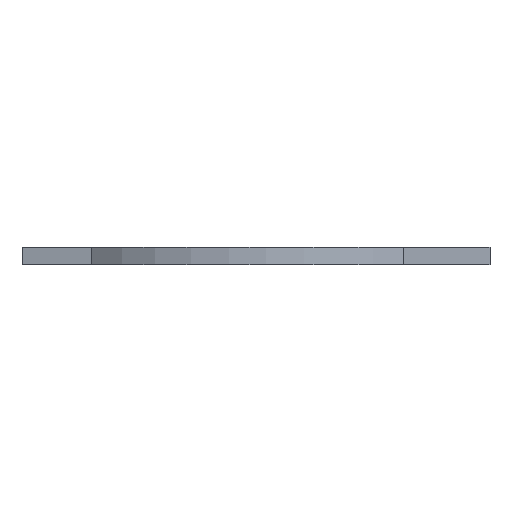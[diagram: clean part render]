
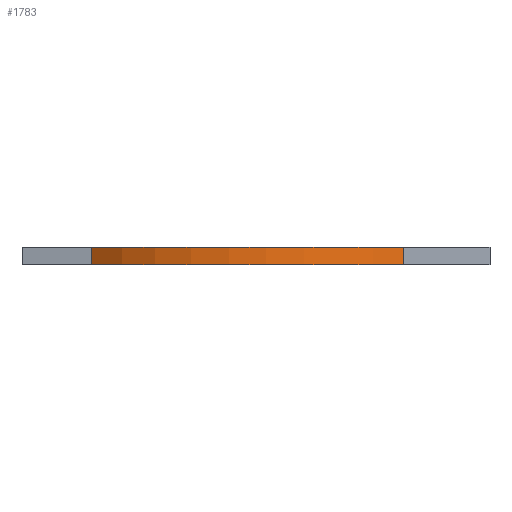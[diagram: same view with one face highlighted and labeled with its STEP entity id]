
A CAD part, left-side view. The second image highlights one B-rep face of the part: STEP entity #1783.
In plain terms, the highlighted cylindrical face has radius 21.999 mm (diameter 43.998 mm), a partial arc.
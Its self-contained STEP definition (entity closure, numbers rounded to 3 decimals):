
#83 = PLANE('',#84);
#84 = AXIS2_PLACEMENT_3D('',#85,#86,#87);
#85 = CARTESIAN_POINT('',(151.134,-96.432,1.6));
#86 = DIRECTION('',(-0.,-0.,-1.));
#87 = DIRECTION('',(-1.,0.,0.));
#137 = PLANE('',#138);
#138 = AXIS2_PLACEMENT_3D('',#139,#140,#141);
#139 = CARTESIAN_POINT('',(151.134,-96.432,0.));
#140 = DIRECTION('',(-0.,-0.,-1.));
#141 = DIRECTION('',(-1.,0.,0.));
#541 = VERTEX_POINT('',#542);
#542 = CARTESIAN_POINT('',(134.637,-109.646,0.));
#556 = PLANE('',#557);
#557 = AXIS2_PLACEMENT_3D('',#558,#559,#560);
#558 = CARTESIAN_POINT('',(134.6,-117.7,0.));
#559 = DIRECTION('',(-1.,0.005,0.));
#560 = DIRECTION('',(0.005,1.,0.));
#568 = EDGE_CURVE('',#569,#541,#571,.T.);
#569 = VERTEX_POINT('',#570);
#570 = CARTESIAN_POINT('',(134.64,-80.55,0.));
#571 = SURFACE_CURVE('',#572,(#577,#588),.PCURVE_S1.);
#572 = CIRCLE('',#573,21.999);
#573 = AXIS2_PLACEMENT_3D('',#574,#575,#576);
#574 = CARTESIAN_POINT('',(151.14,-95.1,0.));
#575 = DIRECTION('',(0.,0.,1.));
#576 = DIRECTION('',(1.,0.,-0.));
#577 = PCURVE('',#137,#578);
#578 = DEFINITIONAL_REPRESENTATION('',(#579),#587);
#579 = ( BOUNDED_CURVE() B_SPLINE_CURVE(2,(#580,#581,#582,#583,#584,#585
,#586),.UNSPECIFIED.,.T.,.F.) B_SPLINE_CURVE_WITH_KNOTS((1,2,2,2,2,1),(
    -2.094,0.,2.094,4.189,6.283,
8.378),.UNSPECIFIED.) CURVE() GEOMETRIC_REPRESENTATION_ITEM() 
RATIONAL_B_SPLINE_CURVE((1.,0.5,1.,0.5,1.,0.5,1.)) REPRESENTATION_ITEM(
  '') );
#580 = CARTESIAN_POINT('',(-22.005,1.332));
#581 = CARTESIAN_POINT('',(-22.005,39.436));
#582 = CARTESIAN_POINT('',(10.994,20.384));
#583 = CARTESIAN_POINT('',(43.992,1.332));
#584 = CARTESIAN_POINT('',(10.994,-17.719));
#585 = CARTESIAN_POINT('',(-22.005,-36.771));
#586 = CARTESIAN_POINT('',(-22.005,1.332));
#587 = ( GEOMETRIC_REPRESENTATION_CONTEXT(2) 
PARAMETRIC_REPRESENTATION_CONTEXT() REPRESENTATION_CONTEXT('2D SPACE',''
  ) );
#588 = PCURVE('',#589,#594);
#589 = CYLINDRICAL_SURFACE('',#590,21.999);
#590 = AXIS2_PLACEMENT_3D('',#591,#592,#593);
#591 = CARTESIAN_POINT('',(151.14,-95.1,0.));
#592 = DIRECTION('',(-0.,-0.,-1.));
#593 = DIRECTION('',(1.,0.,-0.));
#594 = DEFINITIONAL_REPRESENTATION('',(#595),#599);
#595 = LINE('',#596,#597);
#596 = CARTESIAN_POINT('',(-0.,0.));
#597 = VECTOR('',#598,1.);
#598 = DIRECTION('',(-1.,0.));
#599 = ( GEOMETRIC_REPRESENTATION_CONTEXT(2) 
PARAMETRIC_REPRESENTATION_CONTEXT() REPRESENTATION_CONTEXT('2D SPACE',''
  ) );
#617 = PLANE('',#618);
#618 = AXIS2_PLACEMENT_3D('',#619,#620,#621);
#619 = CARTESIAN_POINT('',(134.64,-80.55,0.));
#620 = DIRECTION('',(-0.979,0.205,0.));
#621 = DIRECTION('',(0.205,0.979,0.));
#1160 = VERTEX_POINT('',#1161);
#1161 = CARTESIAN_POINT('',(134.637,-109.646,1.6));
#1182 = EDGE_CURVE('',#1183,#1160,#1185,.T.);
#1183 = VERTEX_POINT('',#1184);
#1184 = CARTESIAN_POINT('',(134.64,-80.55,1.6));
#1185 = SURFACE_CURVE('',#1186,(#1191,#1202),.PCURVE_S1.);
#1186 = CIRCLE('',#1187,21.999);
#1187 = AXIS2_PLACEMENT_3D('',#1188,#1189,#1190);
#1188 = CARTESIAN_POINT('',(151.14,-95.1,1.6));
#1189 = DIRECTION('',(0.,0.,1.));
#1190 = DIRECTION('',(1.,0.,-0.));
#1191 = PCURVE('',#83,#1192);
#1192 = DEFINITIONAL_REPRESENTATION('',(#1193),#1201);
#1193 = ( BOUNDED_CURVE() B_SPLINE_CURVE(2,(#1194,#1195,#1196,#1197,
#1198,#1199,#1200),.UNSPECIFIED.,.T.,.F.) B_SPLINE_CURVE_WITH_KNOTS((1,2
    ,2,2,2,1),(-2.094,0.,2.094,4.189,
6.283,8.378),.UNSPECIFIED.) CURVE() 
GEOMETRIC_REPRESENTATION_ITEM() RATIONAL_B_SPLINE_CURVE((1.,0.5,1.,0.5,
1.,0.5,1.)) REPRESENTATION_ITEM('') );
#1194 = CARTESIAN_POINT('',(-22.005,1.332));
#1195 = CARTESIAN_POINT('',(-22.005,39.436));
#1196 = CARTESIAN_POINT('',(10.994,20.384));
#1197 = CARTESIAN_POINT('',(43.992,1.332));
#1198 = CARTESIAN_POINT('',(10.994,-17.719));
#1199 = CARTESIAN_POINT('',(-22.005,-36.771));
#1200 = CARTESIAN_POINT('',(-22.005,1.332));
#1201 = ( GEOMETRIC_REPRESENTATION_CONTEXT(2) 
PARAMETRIC_REPRESENTATION_CONTEXT() REPRESENTATION_CONTEXT('2D SPACE',''
  ) );
#1202 = PCURVE('',#589,#1203);
#1203 = DEFINITIONAL_REPRESENTATION('',(#1204),#1208);
#1204 = LINE('',#1205,#1206);
#1205 = CARTESIAN_POINT('',(-0.,-1.6));
#1206 = VECTOR('',#1207,1.);
#1207 = DIRECTION('',(-1.,0.));
#1208 = ( GEOMETRIC_REPRESENTATION_CONTEXT(2) 
PARAMETRIC_REPRESENTATION_CONTEXT() REPRESENTATION_CONTEXT('2D SPACE',''
  ) );
#1733 = EDGE_CURVE('',#569,#1183,#1734,.T.);
#1734 = SURFACE_CURVE('',#1735,(#1739,#1746),.PCURVE_S1.);
#1735 = LINE('',#1736,#1737);
#1736 = CARTESIAN_POINT('',(134.64,-80.55,0.));
#1737 = VECTOR('',#1738,1.);
#1738 = DIRECTION('',(0.,0.,1.));
#1739 = PCURVE('',#617,#1740);
#1740 = DEFINITIONAL_REPRESENTATION('',(#1741),#1745);
#1741 = LINE('',#1742,#1743);
#1742 = CARTESIAN_POINT('',(0.,0.));
#1743 = VECTOR('',#1744,1.);
#1744 = DIRECTION('',(0.,-1.));
#1745 = ( GEOMETRIC_REPRESENTATION_CONTEXT(2) 
PARAMETRIC_REPRESENTATION_CONTEXT() REPRESENTATION_CONTEXT('2D SPACE',''
  ) );
#1746 = PCURVE('',#589,#1747);
#1747 = DEFINITIONAL_REPRESENTATION('',(#1748),#1752);
#1748 = LINE('',#1749,#1750);
#1749 = CARTESIAN_POINT('',(-2.419,0.));
#1750 = VECTOR('',#1751,1.);
#1751 = DIRECTION('',(-0.,-1.));
#1752 = ( GEOMETRIC_REPRESENTATION_CONTEXT(2) 
PARAMETRIC_REPRESENTATION_CONTEXT() REPRESENTATION_CONTEXT('2D SPACE',''
  ) );
#1783 = ADVANCED_FACE('',(#1784),#589,.T.);
#1784 = FACE_BOUND('',#1785,.F.);
#1785 = EDGE_LOOP('',(#1786,#1787,#1788,#1809));
#1786 = ORIENTED_EDGE('',*,*,#1733,.T.);
#1787 = ORIENTED_EDGE('',*,*,#1182,.T.);
#1788 = ORIENTED_EDGE('',*,*,#1789,.F.);
#1789 = EDGE_CURVE('',#541,#1160,#1790,.T.);
#1790 = SURFACE_CURVE('',#1791,(#1795,#1802),.PCURVE_S1.);
#1791 = LINE('',#1792,#1793);
#1792 = CARTESIAN_POINT('',(134.637,-109.646,0.));
#1793 = VECTOR('',#1794,1.);
#1794 = DIRECTION('',(0.,0.,1.));
#1795 = PCURVE('',#589,#1796);
#1796 = DEFINITIONAL_REPRESENTATION('',(#1797),#1801);
#1797 = LINE('',#1798,#1799);
#1798 = CARTESIAN_POINT('',(-3.864,0.));
#1799 = VECTOR('',#1800,1.);
#1800 = DIRECTION('',(-0.,-1.));
#1801 = ( GEOMETRIC_REPRESENTATION_CONTEXT(2) 
PARAMETRIC_REPRESENTATION_CONTEXT() REPRESENTATION_CONTEXT('2D SPACE',''
  ) );
#1802 = PCURVE('',#556,#1803);
#1803 = DEFINITIONAL_REPRESENTATION('',(#1804),#1808);
#1804 = LINE('',#1805,#1806);
#1805 = CARTESIAN_POINT('',(8.054,0.));
#1806 = VECTOR('',#1807,1.);
#1807 = DIRECTION('',(0.,-1.));
#1808 = ( GEOMETRIC_REPRESENTATION_CONTEXT(2) 
PARAMETRIC_REPRESENTATION_CONTEXT() REPRESENTATION_CONTEXT('2D SPACE',''
  ) );
#1809 = ORIENTED_EDGE('',*,*,#568,.F.);
